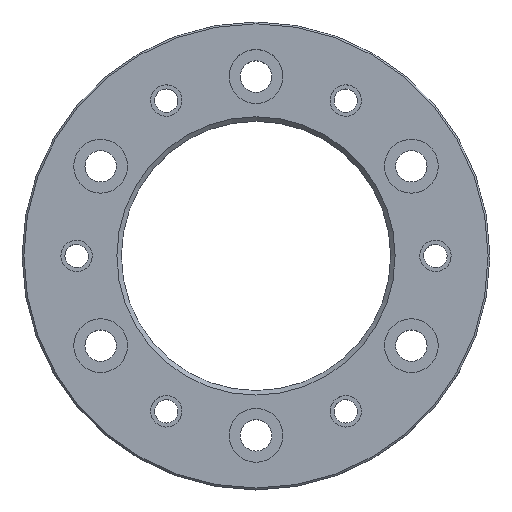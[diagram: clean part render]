
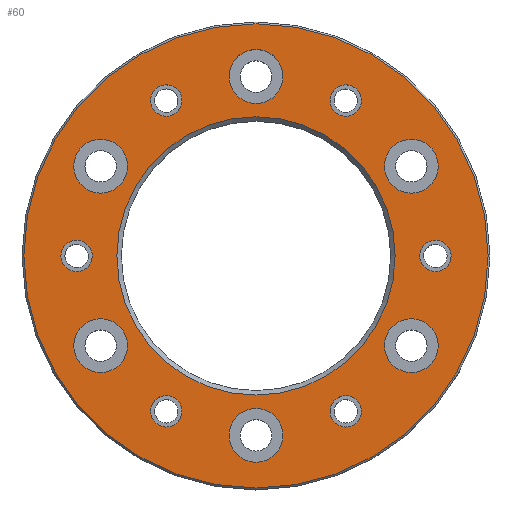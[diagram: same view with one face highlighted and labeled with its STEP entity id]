
A CAD part, top view. The second image highlights one B-rep face of the part: STEP entity #60.
In plain terms, the highlighted planar face has unit normal (0, 0, 1).
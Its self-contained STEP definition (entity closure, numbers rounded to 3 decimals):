
#60=ADVANCED_FACE('',(#119,#120,#121,#122,#123,#124,#125,#126,#127,#128,
#129,#130,#131,#132),#105,.T.);
#105=PLANE('',#754);
#119=FACE_BOUND('',#233,.T.);
#120=FACE_BOUND('',#234,.T.);
#121=FACE_BOUND('',#235,.T.);
#122=FACE_BOUND('',#236,.T.);
#123=FACE_BOUND('',#237,.T.);
#124=FACE_BOUND('',#238,.T.);
#125=FACE_BOUND('',#239,.T.);
#126=FACE_BOUND('',#240,.T.);
#127=FACE_BOUND('',#241,.T.);
#128=FACE_BOUND('',#242,.T.);
#129=FACE_BOUND('',#243,.T.);
#130=FACE_BOUND('',#244,.T.);
#131=FACE_BOUND('',#245,.T.);
#132=FACE_BOUND('',#246,.T.);
#233=EDGE_LOOP('',(#347));
#234=EDGE_LOOP('',(#348));
#235=EDGE_LOOP('',(#349));
#236=EDGE_LOOP('',(#350));
#237=EDGE_LOOP('',(#351));
#238=EDGE_LOOP('',(#352));
#239=EDGE_LOOP('',(#353));
#240=EDGE_LOOP('',(#354));
#241=EDGE_LOOP('',(#355));
#242=EDGE_LOOP('',(#356));
#243=EDGE_LOOP('',(#357));
#244=EDGE_LOOP('',(#358));
#245=EDGE_LOOP('',(#359));
#246=EDGE_LOOP('',(#360));
#347=ORIENTED_EDGE('',*,*,#518,.T.);
#348=ORIENTED_EDGE('',*,*,#519,.T.);
#349=ORIENTED_EDGE('',*,*,#520,.T.);
#350=ORIENTED_EDGE('',*,*,#521,.T.);
#351=ORIENTED_EDGE('',*,*,#522,.T.);
#352=ORIENTED_EDGE('',*,*,#523,.T.);
#353=ORIENTED_EDGE('',*,*,#524,.T.);
#354=ORIENTED_EDGE('',*,*,#525,.T.);
#355=ORIENTED_EDGE('',*,*,#526,.T.);
#356=ORIENTED_EDGE('',*,*,#527,.T.);
#357=ORIENTED_EDGE('',*,*,#528,.T.);
#358=ORIENTED_EDGE('',*,*,#529,.T.);
#359=ORIENTED_EDGE('',*,*,#530,.T.);
#360=ORIENTED_EDGE('',*,*,#531,.T.);
#461=VERTEX_POINT('',#1094);
#462=VERTEX_POINT('',#1096);
#463=VERTEX_POINT('',#1098);
#464=VERTEX_POINT('',#1100);
#465=VERTEX_POINT('',#1102);
#466=VERTEX_POINT('',#1104);
#467=VERTEX_POINT('',#1106);
#468=VERTEX_POINT('',#1108);
#469=VERTEX_POINT('',#1110);
#470=VERTEX_POINT('',#1112);
#471=VERTEX_POINT('',#1114);
#472=VERTEX_POINT('',#1116);
#473=VERTEX_POINT('',#1118);
#474=VERTEX_POINT('',#1120);
#518=EDGE_CURVE('',#461,#461,#588,.T.);
#519=EDGE_CURVE('',#462,#462,#589,.T.);
#520=EDGE_CURVE('',#463,#463,#590,.T.);
#521=EDGE_CURVE('',#464,#464,#591,.T.);
#522=EDGE_CURVE('',#465,#465,#592,.T.);
#523=EDGE_CURVE('',#466,#466,#593,.T.);
#524=EDGE_CURVE('',#467,#467,#594,.T.);
#525=EDGE_CURVE('',#468,#468,#595,.T.);
#526=EDGE_CURVE('',#469,#469,#596,.T.);
#527=EDGE_CURVE('',#470,#470,#597,.T.);
#528=EDGE_CURVE('',#471,#471,#598,.T.);
#529=EDGE_CURVE('',#472,#472,#599,.T.);
#530=EDGE_CURVE('',#473,#473,#600,.T.);
#531=EDGE_CURVE('',#474,#474,#601,.T.);
#588=CIRCLE('',#740,1.75);
#589=CIRCLE('',#741,1.75);
#590=CIRCLE('',#742,1.75);
#591=CIRCLE('',#743,1.75);
#592=CIRCLE('',#744,1.75);
#593=CIRCLE('',#745,1.75);
#594=CIRCLE('',#746,25.875);
#595=CIRCLE('',#747,15.51);
#596=CIRCLE('',#748,3.);
#597=CIRCLE('',#749,3.);
#598=CIRCLE('',#750,3.);
#599=CIRCLE('',#751,3.);
#600=CIRCLE('',#752,3.);
#601=CIRCLE('',#753,3.);
#740=AXIS2_PLACEMENT_3D('',#1093,#872,#873);
#741=AXIS2_PLACEMENT_3D('',#1095,#874,#875);
#742=AXIS2_PLACEMENT_3D('',#1097,#876,#877);
#743=AXIS2_PLACEMENT_3D('',#1099,#878,#879);
#744=AXIS2_PLACEMENT_3D('',#1101,#880,#881);
#745=AXIS2_PLACEMENT_3D('',#1103,#882,#883);
#746=AXIS2_PLACEMENT_3D('',#1105,#884,#885);
#747=AXIS2_PLACEMENT_3D('',#1107,#886,#887);
#748=AXIS2_PLACEMENT_3D('',#1109,#888,#889);
#749=AXIS2_PLACEMENT_3D('',#1111,#890,#891);
#750=AXIS2_PLACEMENT_3D('',#1113,#892,#893);
#751=AXIS2_PLACEMENT_3D('',#1115,#894,#895);
#752=AXIS2_PLACEMENT_3D('',#1117,#896,#897);
#753=AXIS2_PLACEMENT_3D('',#1119,#898,#899);
#754=AXIS2_PLACEMENT_3D('',#1121,#900,#901);
#872=DIRECTION('',(0.,0.,-1.));
#873=DIRECTION('',(-0.981,0.195,0.));
#874=DIRECTION('',(0.,0.,-1.));
#875=DIRECTION('',(-0.321,0.947,0.));
#876=DIRECTION('',(0.,0.,-1.));
#877=DIRECTION('',(0.659,0.752,0.));
#878=DIRECTION('',(0.,0.,-1.));
#879=DIRECTION('',(0.981,-0.195,0.));
#880=DIRECTION('',(0.,0.,-1.));
#881=DIRECTION('',(0.321,-0.947,0.));
#882=DIRECTION('',(0.,0.,-1.));
#883=DIRECTION('',(-0.659,-0.752,0.));
#884=DIRECTION('',(0.,0.,1.));
#885=DIRECTION('',(1.,0.,0.));
#886=DIRECTION('',(0.,0.,-1.));
#887=DIRECTION('',(1.,0.,0.));
#888=DIRECTION('',(0.,0.,-1.));
#889=DIRECTION('',(-0.5,0.866,0.));
#890=DIRECTION('',(0.,0.,-1.));
#891=DIRECTION('',(0.5,0.866,0.));
#892=DIRECTION('',(0.,0.,-1.));
#893=DIRECTION('',(1.,0.,0.));
#894=DIRECTION('',(0.,0.,-1.));
#895=DIRECTION('',(0.5,-0.866,0.));
#896=DIRECTION('',(0.,0.,-1.));
#897=DIRECTION('',(-0.5,-0.866,0.));
#898=DIRECTION('',(0.,0.,-1.));
#899=DIRECTION('',(-1.,0.,0.));
#900=DIRECTION('',(0.,0.,1.));
#901=DIRECTION('',(1.,0.,0.));
#1093=CARTESIAN_POINT('',(20.,0.,10.));
#1094=CARTESIAN_POINT('',(18.284,0.341,10.));
#1095=CARTESIAN_POINT('',(10.,-17.321,10.));
#1096=CARTESIAN_POINT('',(9.437,-15.663,10.));
#1097=CARTESIAN_POINT('',(-10.,-17.321,10.));
#1098=CARTESIAN_POINT('',(-8.846,-16.005,10.));
#1099=CARTESIAN_POINT('',(-20.,0.,10.));
#1100=CARTESIAN_POINT('',(-18.284,-0.341,10.));
#1101=CARTESIAN_POINT('',(-10.,17.321,10.));
#1102=CARTESIAN_POINT('',(-9.437,15.663,10.));
#1103=CARTESIAN_POINT('',(10.,17.321,10.));
#1104=CARTESIAN_POINT('',(8.846,16.005,10.));
#1105=CARTESIAN_POINT('',(0.,0.,10.));
#1106=CARTESIAN_POINT('',(25.875,0.,10.));
#1107=CARTESIAN_POINT('',(0.,0.,10.));
#1108=CARTESIAN_POINT('',(15.51,0.,10.));
#1109=CARTESIAN_POINT('',(17.321,10.,10.));
#1110=CARTESIAN_POINT('',(15.821,12.598,10.));
#1111=CARTESIAN_POINT('',(17.321,-10.,10.));
#1112=CARTESIAN_POINT('',(18.821,-7.402,10.));
#1113=CARTESIAN_POINT('',(0.,-20.,10.));
#1114=CARTESIAN_POINT('',(3.,-20.,10.));
#1115=CARTESIAN_POINT('',(-17.321,-10.,10.));
#1116=CARTESIAN_POINT('',(-15.821,-12.598,10.));
#1117=CARTESIAN_POINT('',(-17.321,10.,10.));
#1118=CARTESIAN_POINT('',(-18.821,7.402,10.));
#1119=CARTESIAN_POINT('',(0.,20.,10.));
#1120=CARTESIAN_POINT('',(-3.,20.,10.));
#1121=CARTESIAN_POINT('',(0.,0.,10.));
